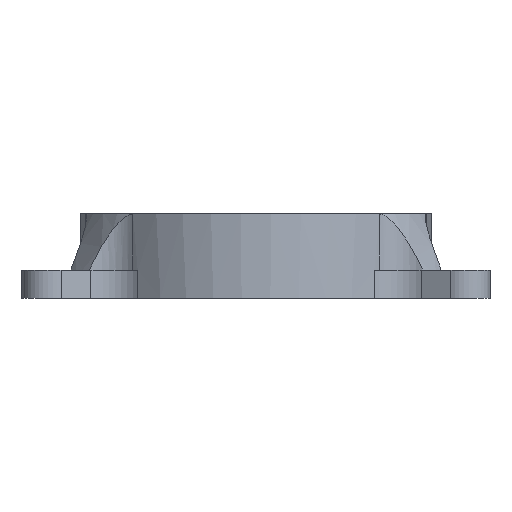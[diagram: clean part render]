
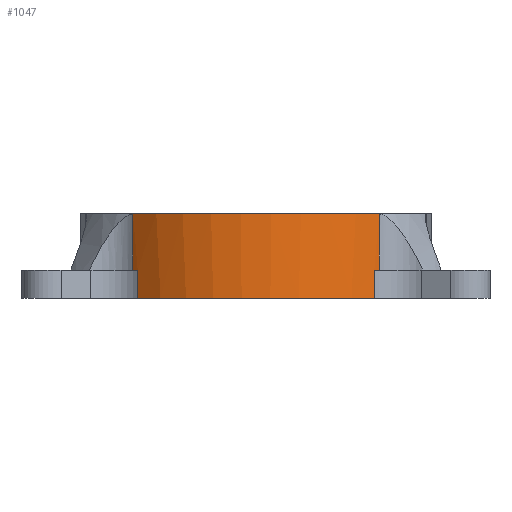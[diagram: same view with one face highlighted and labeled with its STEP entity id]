
A CAD part, front view. The second image highlights one B-rep face of the part: STEP entity #1047.
In plain terms, the highlighted cylindrical face has radius 44 mm (diameter 88 mm), a partial arc.
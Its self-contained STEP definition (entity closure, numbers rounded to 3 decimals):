
#80=FACE_OUTER_BOUND('',#148,.T.);
#148=EDGE_LOOP('',(#772,#773,#774,#775,#776,#777,#778,#779));
#239=LINE('',#1703,#321);
#240=LINE('',#1707,#322);
#241=LINE('',#1711,#323);
#242=LINE('',#1714,#324);
#321=VECTOR('',#1353,1.);
#322=VECTOR('',#1356,1.);
#323=VECTOR('',#1359,1.);
#324=VECTOR('',#1362,1.);
#398=CIRCLE('',#1151,44.);
#399=CIRCLE('',#1152,44.);
#400=CIRCLE('',#1153,44.);
#401=CIRCLE('',#1154,44.);
#490=VERTEX_POINT('',#1699);
#491=VERTEX_POINT('',#1700);
#492=VERTEX_POINT('',#1702);
#493=VERTEX_POINT('',#1704);
#494=VERTEX_POINT('',#1706);
#495=VERTEX_POINT('',#1708);
#496=VERTEX_POINT('',#1710);
#497=VERTEX_POINT('',#1712);
#601=EDGE_CURVE('',#490,#491,#398,.T.);
#602=EDGE_CURVE('',#491,#492,#239,.T.);
#603=EDGE_CURVE('',#493,#492,#399,.T.);
#604=EDGE_CURVE('',#493,#494,#240,.T.);
#605=EDGE_CURVE('',#495,#494,#400,.T.);
#606=EDGE_CURVE('',#495,#496,#241,.T.);
#607=EDGE_CURVE('',#497,#496,#401,.T.);
#608=EDGE_CURVE('',#497,#490,#242,.T.);
#772=ORIENTED_EDGE('',*,*,#601,.T.);
#773=ORIENTED_EDGE('',*,*,#602,.T.);
#774=ORIENTED_EDGE('',*,*,#603,.F.);
#775=ORIENTED_EDGE('',*,*,#604,.T.);
#776=ORIENTED_EDGE('',*,*,#605,.F.);
#777=ORIENTED_EDGE('',*,*,#606,.T.);
#778=ORIENTED_EDGE('',*,*,#607,.F.);
#779=ORIENTED_EDGE('',*,*,#608,.T.);
#1013=CYLINDRICAL_SURFACE('',#1150,44.);
#1047=ADVANCED_FACE('',(#80),#1013,.T.);
#1150=AXIS2_PLACEMENT_3D('',#1698,#1349,#1350);
#1151=AXIS2_PLACEMENT_3D('',#1701,#1351,#1352);
#1152=AXIS2_PLACEMENT_3D('',#1705,#1354,#1355);
#1153=AXIS2_PLACEMENT_3D('',#1709,#1357,#1358);
#1154=AXIS2_PLACEMENT_3D('',#1713,#1360,#1361);
#1349=DIRECTION('center_axis',(0.,0.,-1.));
#1350=DIRECTION('ref_axis',(-1.,0.,0.));
#1351=DIRECTION('center_axis',(0.,0.,-1.));
#1352=DIRECTION('ref_axis',(-1.,0.,0.));
#1353=DIRECTION('',(0.,0.,-1.));
#1354=DIRECTION('center_axis',(0.,0.,-1.));
#1355=DIRECTION('ref_axis',(-0.5,0.866,0.));
#1356=DIRECTION('',(0.,0.,-1.));
#1357=DIRECTION('center_axis',(0.,0.,-1.));
#1358=DIRECTION('ref_axis',(-1.,0.,0.));
#1359=DIRECTION('',(0.,0.,1.));
#1360=DIRECTION('center_axis',(0.,0.,-1.));
#1361=DIRECTION('ref_axis',(-0.5,-0.866,0.));
#1362=DIRECTION('',(0.,0.,1.));
#1698=CARTESIAN_POINT('Origin',(0.,0.,0.));
#1699=CARTESIAN_POINT('',(30.746,-31.475,21.));
#1700=CARTESIAN_POINT('',(-30.746,-31.475,21.));
#1701=CARTESIAN_POINT('Origin',(0.,0.,21.));
#1702=CARTESIAN_POINT('',(-30.746,-31.475,7.));
#1703=CARTESIAN_POINT('',(-30.746,-31.475,0.));
#1704=CARTESIAN_POINT('',(-29.56,-32.591,7.));
#1705=CARTESIAN_POINT('Origin',(0.,0.,7.));
#1706=CARTESIAN_POINT('',(-29.56,-32.591,0.));
#1707=CARTESIAN_POINT('',(-29.56,-32.591,0.));
#1708=CARTESIAN_POINT('',(29.56,-32.591,0.));
#1709=CARTESIAN_POINT('Origin',(0.,0.,0.));
#1710=CARTESIAN_POINT('',(29.56,-32.591,7.));
#1711=CARTESIAN_POINT('',(29.56,-32.591,0.));
#1712=CARTESIAN_POINT('',(30.746,-31.475,7.));
#1713=CARTESIAN_POINT('Origin',(0.,0.,7.));
#1714=CARTESIAN_POINT('',(30.746,-31.475,0.));
